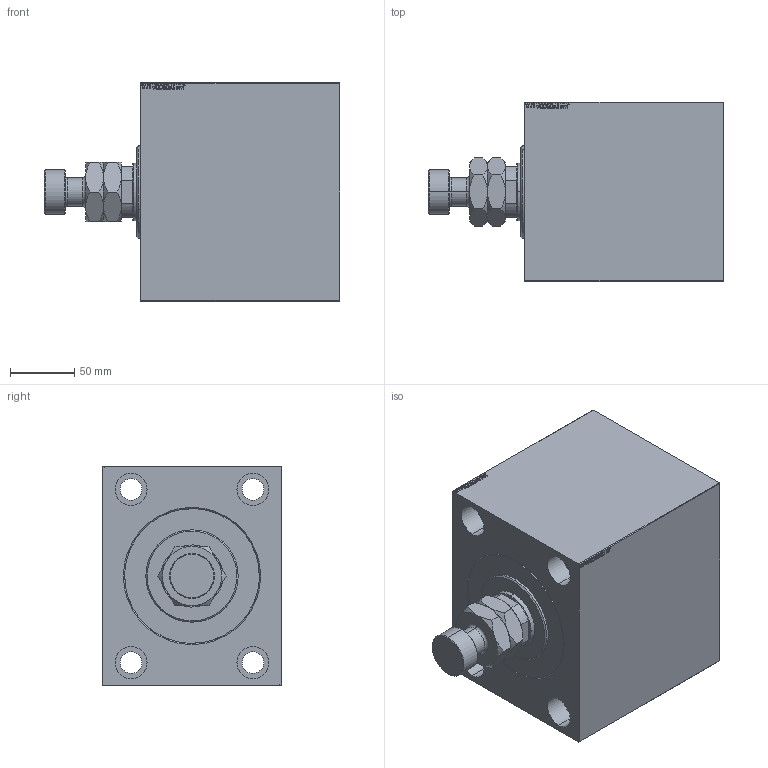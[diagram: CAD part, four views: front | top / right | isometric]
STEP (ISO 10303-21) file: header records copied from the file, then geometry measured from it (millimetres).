
FILE_DESCRIPTION (( 'STEP AP203' ), '1' );
FILE_NAME ('89c1.STEP', '2021-11-01T19:01:06', ( '' ), ( '' ), 'SwSTEP 2.0', 'SolidWorks 2019', '' );
FILE_SCHEMA (( 'CONFIG_CONTROL_DESIGN' ));
Length unit declared in the file: millimetre
Products named in the file (5): V450CM_C 2ace3597e842343d839107c20b903f3c; V450CM_C_VCP 2ace3597e842343d839107c20b903f3c; V450CM_VC_B 2ace3597e842343d839107c20b903f3c; MFA 2ace3597e842343d839107c20b903f3c; 89c1
Assembly tree (4 placements, depth 2):
  89c1
    V450CM_C 2ace3597e842343d839107c20b903f3c
    V450CM_C_VCP 2ace3597e842343d839107c20b903f3c
    V450CM_VC_B 2ace3597e842343d839107c20b903f3c
    MFA 2ace3597e842343d839107c20b903f3c
Bounding box: 230 x 140 x 170 mm (x, y, z)
Volume: 3256780.4 mm3; surface area: 314380.9 mm2
Topology: 4 solids, 4 shells, 917 faces, 2325 edges, 1529 vertices
Faces by surface type: plane 425, bspline 380, cylinder 66, cone 42, torus 4
Entity records: 45896 total; most frequent: CARTESIAN_POINT 25826, ORIENTED_EDGE 4646, DIRECTION 2763, EDGE_CURVE 2323, VERTEX_POINT 1529, VECTOR 1327, LINE 1327, EDGE_LOOP 1046
